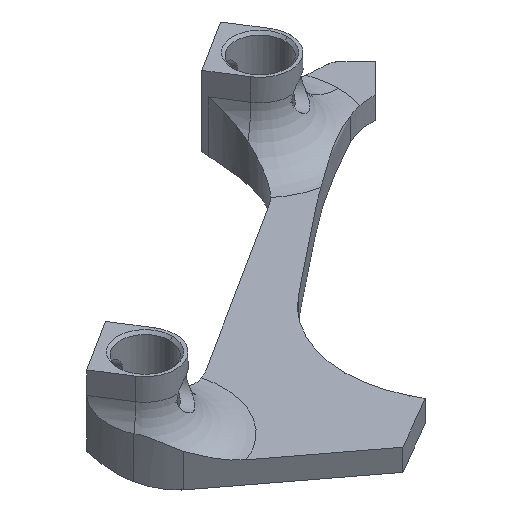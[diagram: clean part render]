
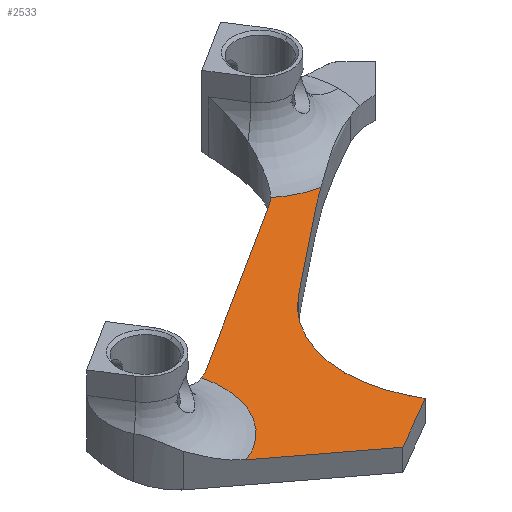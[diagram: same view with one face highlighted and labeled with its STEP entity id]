
A CAD part, isometric view. The second image highlights one B-rep face of the part: STEP entity #2533.
In plain terms, the highlighted planar face has unit normal (0, 0, 1).
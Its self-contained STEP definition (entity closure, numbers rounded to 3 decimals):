
#3 = DIRECTION ( 'NONE',  ( -0.451, 0.892, 0. ) ) ;
#10 = CIRCLE ( 'NONE', #651, 15.525 ) ;
#35 = CARTESIAN_POINT ( 'NONE',  ( 32.14, 72.796, -2.5 ) ) ;
#52 = CARTESIAN_POINT ( 'NONE',  ( 35908.07, -70915.99, -2.5 ) ) ;
#81 = CARTESIAN_POINT ( 'NONE',  ( 2.52, 17.02, -2.5 ) ) ;
#87 = DIRECTION ( 'NONE',  ( 0., 0., -1. ) ) ;
#128 = DIRECTION ( 'NONE',  ( 0.843, 0.537, 0. ) ) ;
#211 = VERTEX_POINT ( 'NONE', #584 ) ;
#319 = CARTESIAN_POINT ( 'NONE',  ( -425341.816, -248007.517, -2.5 ) ) ;
#426 = CARTESIAN_POINT ( 'NONE',  ( -387056.186, -307747.95, -2.5 ) ) ;
#473 = LINE ( 'NONE', #426, #3231 ) ;
#513 = VERTEX_POINT ( 'NONE', #571 ) ;
#561 = DIRECTION ( 'NONE',  ( 0., 0., -1. ) ) ;
#571 = CARTESIAN_POINT ( 'NONE',  ( 13.048, 23.159, -2.5 ) ) ;
#584 = CARTESIAN_POINT ( 'NONE',  ( -15.101, 30.351, -2.5 ) ) ;
#647 = ORIENTED_EDGE ( 'NONE', *, *, #1835, .F. ) ;
#651 = AXIS2_PLACEMENT_3D ( 'NONE', #1658, #3220, #4777 ) ;
#664 = AXIS2_PLACEMENT_3D ( 'NONE', #1153, #4217, #2266 ) ;
#789 = EDGE_CURVE ( 'NONE', #3070, #3412, #1858, .T. ) ;
#805 = CARTESIAN_POINT ( 'NONE',  ( -5.52, 48.803, -2.5 ) ) ;
#823 = DIRECTION ( 'NONE',  ( 0., 0., -1. ) ) ;
#944 = ORIENTED_EDGE ( 'NONE', *, *, #3717, .F. ) ;
#983 = ORIENTED_EDGE ( 'NONE', *, *, #1807, .T. ) ;
#1112 = CIRCLE ( 'NONE', #3484, 11. ) ;
#1131 = ORIENTED_EDGE ( 'NONE', *, *, #4983, .T. ) ;
#1153 = CARTESIAN_POINT ( 'NONE',  ( -5.194, 54.669, -2.5 ) ) ;
#1215 = AXIS2_PLACEMENT_3D ( 'NONE', #4781, #4331, #2397 ) ;
#1255 = CARTESIAN_POINT ( 'NONE',  ( 18.114, 53.258, -2.5 ) ) ;
#1265 = EDGE_CURVE ( 'NONE', #4911, #3373, #2767, .T. ) ;
#1300 = CARTESIAN_POINT ( 'NONE',  ( -3.52, 49.808, -2.5 ) ) ;
#1341 = ORIENTED_EDGE ( 'NONE', *, *, #3326, .T. ) ;
#1353 = DIRECTION ( 'NONE',  ( 0., 0., -1. ) ) ;
#1423 = CARTESIAN_POINT ( 'NONE',  ( 30.384, 71.407, -2.5 ) ) ;
#1447 = AXIS2_PLACEMENT_3D ( 'NONE', #3960, #87, #128 ) ;
#1658 = CARTESIAN_POINT ( 'NONE',  ( 42.035, 84.758, -2.5 ) ) ;
#1687 = CARTESIAN_POINT ( 'NONE',  ( 32.238, 35.496, -2.5 ) ) ;
#1691 = CARTESIAN_POINT ( 'NONE',  ( 108.621, -28.086, -2.5 ) ) ;
#1748 = VERTEX_POINT ( 'NONE', #4172 ) ;
#1758 = CARTESIAN_POINT ( 'NONE',  ( 33.933, 65.837, -2.5 ) ) ;
#1807 = EDGE_CURVE ( 'NONE', #2697, #513, #3819, .T. ) ;
#1835 = EDGE_CURVE ( 'NONE', #4579, #4218, #1872, .T. ) ;
#1851 = AXIS2_PLACEMENT_3D ( 'NONE', #1687, #823, #3589 ) ;
#1858 = CIRCLE ( 'NONE', #1215, 22.693 ) ;
#1872 = LINE ( 'NONE', #3433, #2908 ) ;
#1878 = DIRECTION ( 'NONE',  ( 0., 0., 1. ) ) ;
#1962 = FACE_OUTER_BOUND ( 'NONE', #2870, .T. ) ;
#2092 = CIRCLE ( 'NONE', #1851, 22.693 ) ;
#2258 = VECTOR ( 'NONE', #4120, 1000. ) ;
#2266 = DIRECTION ( 'NONE',  ( -1., 0., 0. ) ) ;
#2300 = ORIENTED_EDGE ( 'NONE', *, *, #2526, .T. ) ;
#2302 = ORIENTED_EDGE ( 'NONE', *, *, #789, .T. ) ;
#2396 = CARTESIAN_POINT ( 'NONE',  ( 38.869, 69.56, -2.5 ) ) ;
#2397 = DIRECTION ( 'NONE',  ( -1., 0., 0. ) ) ;
#2465 = CARTESIAN_POINT ( 'NONE',  ( 24.474, 80.685, -2.5 ) ) ;
#2470 = ORIENTED_EDGE ( 'NONE', *, *, #4442, .T. ) ;
#2472 = DIRECTION ( 'NONE',  ( -1., 0., 0. ) ) ;
#2526 = EDGE_CURVE ( 'NONE', #211, #2697, #3503, .T. ) ;
#2533 = ADVANCED_FACE ( 'NONE', ( #1962 ), #4988, .F. ) ;
#2697 = VERTEX_POINT ( 'NONE', #81 ) ;
#2767 = CIRCLE ( 'NONE', #4483, 120. ) ;
#2866 = VECTOR ( 'NONE', #3477, 1000. ) ;
#2870 = EDGE_LOOP ( 'NONE', ( #1341, #2302, #944, #3962, #5007, #2470, #647, #4650, #4618, #2300, #983, #1131 ) ) ;
#2908 = VECTOR ( 'NONE', #3588, 1000. ) ;
#3070 = VERTEX_POINT ( 'NONE', #4231 ) ;
#3109 = VECTOR ( 'NONE', #3, 1000. ) ;
#3220 = DIRECTION ( 'NONE',  ( 0., 0., 1. ) ) ;
#3231 = VECTOR ( 'NONE', #4695, 1000. ) ;
#3314 = EDGE_CURVE ( 'NONE', #3815, #211, #3578, .T. ) ;
#3326 = EDGE_CURVE ( 'NONE', #1748, #3070, #2092, .T. ) ;
#3373 = VERTEX_POINT ( 'NONE', #2396 ) ;
#3412 = VERTEX_POINT ( 'NONE', #1255 ) ;
#3433 = CARTESIAN_POINT ( 'NONE',  ( -416627.124, -265368.7, -2.5 ) ) ;
#3469 = DIRECTION ( 'NONE',  ( 1., 0., 0. ) ) ;
#3477 = DIRECTION ( 'NONE',  ( 0.797, -0.603, 0. ) ) ;
#3484 = AXIS2_PLACEMENT_3D ( 'NONE', #3798, #1878, #3469 ) ;
#3503 = LINE ( 'NONE', #4297, #2866 ) ;
#3516 = EDGE_CURVE ( 'NONE', #3815, #4579, #1112, .T. ) ;
#3578 = CIRCLE ( 'NONE', #1447, 15.525 ) ;
#3588 = DIRECTION ( 'NONE',  ( 0.843, 0.537, 0. ) ) ;
#3589 = DIRECTION ( 'NONE',  ( -1., 0., 0. ) ) ;
#3717 = EDGE_CURVE ( 'NONE', #4911, #3412, #473, .T. ) ;
#3798 = CARTESIAN_POINT ( 'NONE',  ( -9.43, 59.085, -2.5 ) ) ;
#3815 = VERTEX_POINT ( 'NONE', #805 ) ;
#3819 = LINE ( 'NONE', #319, #2258 ) ;
#3960 = CARTESIAN_POINT ( 'NONE',  ( -20.544, 44.891, -2.5 ) ) ;
#3962 = ORIENTED_EDGE ( 'NONE', *, *, #1265, .T. ) ;
#4120 = DIRECTION ( 'NONE',  ( 0.864, 0.504, 0. ) ) ;
#4172 = CARTESIAN_POINT ( 'NONE',  ( 11.99, 25.251, -2.5 ) ) ;
#4217 = DIRECTION ( 'NONE',  ( 0., 0., -1. ) ) ;
#4218 = VERTEX_POINT ( 'NONE', #1423 ) ;
#4231 = CARTESIAN_POINT ( 'NONE',  ( 9.545, 35.496, -2.5 ) ) ;
#4297 = CARTESIAN_POINT ( 'NONE',  ( -114132.705, 86365.97, -2.5 ) ) ;
#4320 = LINE ( 'NONE', #52, #3109 ) ;
#4331 = DIRECTION ( 'NONE',  ( 0., 0., -1. ) ) ;
#4371 = DIRECTION ( 'NONE',  ( -1., 0., 0. ) ) ;
#4377 = VERTEX_POINT ( 'NONE', #35 ) ;
#4442 = EDGE_CURVE ( 'NONE', #4377, #4218, #4457, .T. ) ;
#4457 = CIRCLE ( 'NONE', #5041, 11. ) ;
#4483 = AXIS2_PLACEMENT_3D ( 'NONE', #1691, #561, #2472 ) ;
#4579 = VERTEX_POINT ( 'NONE', #1300 ) ;
#4601 = EDGE_CURVE ( 'NONE', #4377, #3373, #10, .T. ) ;
#4618 = ORIENTED_EDGE ( 'NONE', *, *, #3314, .T. ) ;
#4650 = ORIENTED_EDGE ( 'NONE', *, *, #3516, .F. ) ;
#4695 = DIRECTION ( 'NONE',  ( -0.783, -0.622, 0. ) ) ;
#4777 = DIRECTION ( 'NONE',  ( -0.843, -0.537, 0. ) ) ;
#4781 = CARTESIAN_POINT ( 'NONE',  ( 32.238, 35.496, -2.5 ) ) ;
#4911 = VERTEX_POINT ( 'NONE', #1758 ) ;
#4983 = EDGE_CURVE ( 'NONE', #513, #1748, #4320, .T. ) ;
#4988 = PLANE ( 'NONE',  #664 ) ;
#5007 = ORIENTED_EDGE ( 'NONE', *, *, #4601, .F. ) ;
#5041 = AXIS2_PLACEMENT_3D ( 'NONE', #2465, #1353, #4371 ) ;
